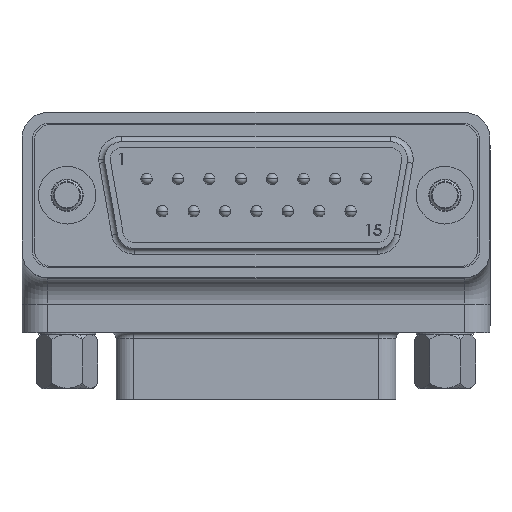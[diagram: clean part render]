
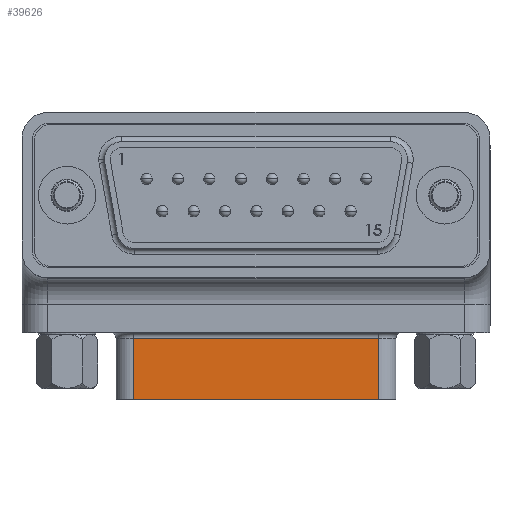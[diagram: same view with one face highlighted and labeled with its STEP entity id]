
A CAD part, top view. The second image highlights one B-rep face of the part: STEP entity #39626.
In plain terms, the highlighted face is planar.
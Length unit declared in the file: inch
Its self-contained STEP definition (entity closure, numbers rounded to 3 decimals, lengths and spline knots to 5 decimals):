
#9726 = CARTESIAN_POINT ( 'NONE',  ( -0.42591, 0.1555, 0.2515 ) ) ;
#9910 = CARTESIAN_POINT ( 'NONE',  ( 0.42591, 0.1555, 0.0395 ) ) ;
#20524 = VERTEX_POINT ( 'NONE', #63066 ) ;
#21838 = FACE_OUTER_BOUND ( 'NONE', #25691, .T. ) ;
#24055 = CARTESIAN_POINT ( 'NONE',  ( -0.42591, 0.1555, 0.2515 ) ) ;
#24068 = PLANE ( 'NONE',  #59638 ) ;
#24073 = DIRECTION ( 'NONE',  ( 0., -1., 0. ) ) ;
#24076 = DIRECTION ( 'NONE',  ( 0., 0., -1. ) ) ;
#25691 = EDGE_LOOP ( 'NONE', ( #37852, #37853, #37854, #37855 ) ) ;
#37852 = ORIENTED_EDGE ( 'NONE', *, *, #50174, .T. ) ;
#37853 = ORIENTED_EDGE ( 'NONE', *, *, #50178, .T. ) ;
#37854 = ORIENTED_EDGE ( 'NONE', *, *, #50181, .F. ) ;
#37855 = ORIENTED_EDGE ( 'NONE', *, *, #48470, .F. ) ;
#39626 = ADVANCED_FACE ( 'NONE', ( #21838 ), #24068, .F. ) ;
#48470 = EDGE_CURVE ( 'NONE', #51064, #51362, #66944, .T. ) ;
#50174 = EDGE_CURVE ( 'NONE', #51064, #51461, #70620, .T. ) ;
#50178 = EDGE_CURVE ( 'NONE', #51461, #20524, #70624, .T. ) ;
#50181 = EDGE_CURVE ( 'NONE', #51362, #20524, #70618, .T. ) ;
#51064 = VERTEX_POINT ( 'NONE', #79055 ) ;
#51362 = VERTEX_POINT ( 'NONE', #9726 ) ;
#51461 = VERTEX_POINT ( 'NONE', #9910 ) ;
#59638 = AXIS2_PLACEMENT_3D ( 'NONE', #24055, #24073, #24076 ) ;
#63066 = CARTESIAN_POINT ( 'NONE',  ( -0.42591, 0.1555, 0.0395 ) ) ;
#66944 = LINE ( 'NONE', #68151, #66967 ) ;
#66967 = VECTOR ( 'NONE', #68153, 39.37008 ) ;
#68151 = CARTESIAN_POINT ( 'NONE',  ( -0.42591, 0.1555, 0.2515 ) ) ;
#68153 = DIRECTION ( 'NONE',  ( -1., 0., 0. ) ) ;
#70618 = LINE ( 'NONE', #73258, #70629 ) ;
#70620 = LINE ( 'NONE', #73256, #70625 ) ;
#70624 = LINE ( 'NONE', #73270, #70627 ) ;
#70625 = VECTOR ( 'NONE', #73269, 39.37008 ) ;
#70627 = VECTOR ( 'NONE', #73274, 39.37008 ) ;
#70629 = VECTOR ( 'NONE', #73280, 39.37008 ) ;
#73256 = CARTESIAN_POINT ( 'NONE',  ( 0.42591, 0.1555, 0.2515 ) ) ;
#73258 = CARTESIAN_POINT ( 'NONE',  ( -0.42591, 0.1555, 0.2515 ) ) ;
#73269 = DIRECTION ( 'NONE',  ( 0., 0., -1. ) ) ;
#73270 = CARTESIAN_POINT ( 'NONE',  ( -0.42591, 0.1555, 0.0395 ) ) ;
#73274 = DIRECTION ( 'NONE',  ( -1., 0., 0. ) ) ;
#73280 = DIRECTION ( 'NONE',  ( 0., 0., -1. ) ) ;
#79055 = CARTESIAN_POINT ( 'NONE',  ( 0.42591, 0.1555, 0.2515 ) ) ;
